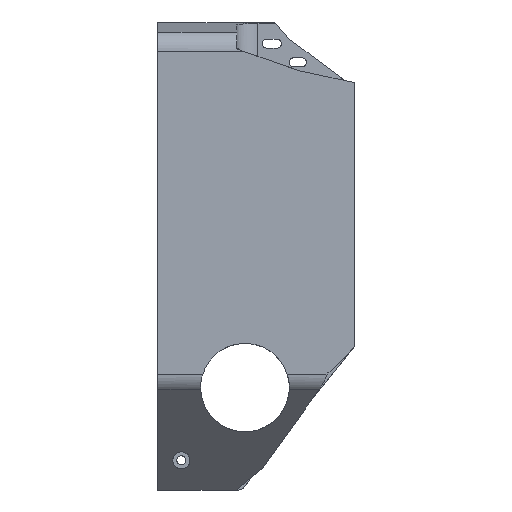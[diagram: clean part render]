
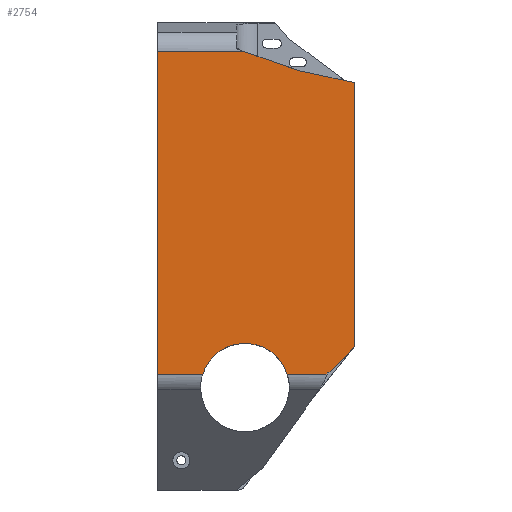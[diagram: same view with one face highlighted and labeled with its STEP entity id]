
A CAD part, left-side view. The second image highlights one B-rep face of the part: STEP entity #2754.
In plain terms, the highlighted planar face has unit normal (-1, 0, 0).
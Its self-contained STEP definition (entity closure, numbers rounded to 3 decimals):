
#234=PLANE('',#2985);
#356=FACE_OUTER_BOUND('',#502,.T.);
#502=EDGE_LOOP('',(#2379,#2380,#2381,#2382,#2383,#2384,#2385,#2386,#2387,
#2388,#2389,#2390,#2391));
#567=LINE('',#3889,#855);
#595=LINE('',#3989,#883);
#617=LINE('',#4057,#905);
#620=LINE('',#4061,#908);
#675=LINE('',#4340,#963);
#681=LINE('',#4352,#969);
#704=LINE('',#4414,#992);
#726=LINE('',#4472,#1014);
#732=LINE('',#4489,#1020);
#774=LINE('',#4612,#1062);
#775=LINE('',#4614,#1063);
#776=LINE('',#4615,#1064);
#855=VECTOR('',#3106,10.);
#883=VECTOR('',#3166,10.);
#905=VECTOR('',#3236,10.);
#908=VECTOR('',#3241,10.);
#963=VECTOR('',#3394,10.);
#969=VECTOR('',#3402,10.);
#992=VECTOR('',#3457,10.);
#1014=VECTOR('',#3509,10.);
#1020=VECTOR('',#3529,10.);
#1062=VECTOR('',#3633,10.);
#1063=VECTOR('',#3634,10.);
#1064=VECTOR('',#3635,10.);
#1160=CIRCLE('',#2951,20.75);
#1222=VERTEX_POINT('',#3886);
#1223=VERTEX_POINT('',#3888);
#1258=VERTEX_POINT('',#3986);
#1259=VERTEX_POINT('',#3988);
#1281=VERTEX_POINT('',#4056);
#1328=VERTEX_POINT('',#4337);
#1329=VERTEX_POINT('',#4339);
#1330=VERTEX_POINT('',#4343);
#1334=VERTEX_POINT('',#4350);
#1373=VERTEX_POINT('',#4469);
#1374=VERTEX_POINT('',#4471);
#1376=VERTEX_POINT('',#4479);
#1421=VERTEX_POINT('',#4613);
#1483=EDGE_CURVE('',#1223,#1222,#567,.T.);
#1523=EDGE_CURVE('',#1259,#1258,#595,.T.);
#1557=EDGE_CURVE('',#1281,#1259,#617,.T.);
#1560=EDGE_CURVE('',#1281,#1222,#620,.T.);
#1638=EDGE_CURVE('',#1329,#1328,#675,.T.);
#1644=EDGE_CURVE('',#1330,#1334,#681,.T.);
#1674=EDGE_CURVE('',#1223,#1334,#704,.T.);
#1702=EDGE_CURVE('',#1373,#1374,#726,.T.);
#1708=EDGE_CURVE('',#1376,#1373,#1160,.T.);
#1713=EDGE_CURVE('',#1329,#1376,#732,.T.);
#1771=EDGE_CURVE('',#1258,#1374,#774,.T.);
#1772=EDGE_CURVE('',#1328,#1421,#775,.T.);
#1773=EDGE_CURVE('',#1421,#1330,#776,.T.);
#2379=ORIENTED_EDGE('',*,*,#1771,.T.);
#2380=ORIENTED_EDGE('',*,*,#1702,.F.);
#2381=ORIENTED_EDGE('',*,*,#1708,.F.);
#2382=ORIENTED_EDGE('',*,*,#1713,.F.);
#2383=ORIENTED_EDGE('',*,*,#1638,.T.);
#2384=ORIENTED_EDGE('',*,*,#1772,.T.);
#2385=ORIENTED_EDGE('',*,*,#1773,.T.);
#2386=ORIENTED_EDGE('',*,*,#1644,.T.);
#2387=ORIENTED_EDGE('',*,*,#1674,.F.);
#2388=ORIENTED_EDGE('',*,*,#1483,.T.);
#2389=ORIENTED_EDGE('',*,*,#1560,.F.);
#2390=ORIENTED_EDGE('',*,*,#1557,.T.);
#2391=ORIENTED_EDGE('',*,*,#1523,.T.);
#2754=ADVANCED_FACE('',(#356),#234,.F.);
#2951=AXIS2_PLACEMENT_3D('',#4481,#3519,#3520);
#2985=AXIS2_PLACEMENT_3D('',#4611,#3631,#3632);
#3106=DIRECTION('',(0.,0.,1.));
#3166=DIRECTION('',(0.,1.,0.));
#3236=DIRECTION('',(0.,0.944,0.33));
#3241=DIRECTION('',(0.,-0.978,-0.211));
#3394=DIRECTION('',(0.,-0.922,0.387));
#3402=DIRECTION('',(0.,-0.922,0.387));
#3457=DIRECTION('',(0.,0.701,-0.713));
#3509=DIRECTION('',(0.,1.,0.));
#3519=DIRECTION('center_axis',(-1.,0.,0.));
#3520=DIRECTION('ref_axis',(0.,0.,
-1.));
#3529=DIRECTION('',(0.,1.,0.));
#3631=DIRECTION('center_axis',(1.,0.,0.));
#3632=DIRECTION('ref_axis',(0.,1.,0.));
#3633=DIRECTION('',(0.,0.,-1.));
#3634=DIRECTION('',(0.,-1.,0.));
#3635=DIRECTION('',(0.,0.,1.));
#3886=CARTESIAN_POINT('',(71.963,-71.554,134.275));
#3888=CARTESIAN_POINT('',(71.963,-71.554,10.744));
#3889=CARTESIAN_POINT('',(71.963,-71.554,56.744));
#3986=CARTESIAN_POINT('',(71.963,20.285,148.685));
#3988=CARTESIAN_POINT('',(71.963,-20.381,148.685));
#3989=CARTESIAN_POINT('',(71.963,-40.234,148.685));
#4056=CARTESIAN_POINT('',(71.963,-45.55,139.876));
#4057=CARTESIAN_POINT('',(71.963,-24.885,147.109));
#4061=CARTESIAN_POINT('',(71.963,-45.55,139.876));
#4337=CARTESIAN_POINT('',(71.963,-57.247,-2.001));
#4339=CARTESIAN_POINT('',(71.963,-56.88,-2.155));
#4340=CARTESIAN_POINT('',(71.963,-57.585,-1.859));
#4343=CARTESIAN_POINT('',(71.963,-58.88,-1.316));
#4350=CARTESIAN_POINT('',(71.963,-60.282,-0.728));
#4352=CARTESIAN_POINT('',(71.963,-57.585,-1.859));
#4414=CARTESIAN_POINT('',(71.963,-71.554,10.744));
#4469=CARTESIAN_POINT('',(71.963,-0.673,-2.155));
#4471=CARTESIAN_POINT('',(71.963,20.285,-2.155));
#4472=CARTESIAN_POINT('',(71.963,17.725,-2.155));
#4479=CARTESIAN_POINT('',(71.963,-40.265,-2.155));
#4481=CARTESIAN_POINT('Origin',(71.963,-20.469,-8.373));
#4489=CARTESIAN_POINT('',(71.963,17.725,-2.155));
#4611=CARTESIAN_POINT('Origin',(71.963,-58.88,-2.001));
#4612=CARTESIAN_POINT('',(71.963,20.285,102.685));
#4613=CARTESIAN_POINT('',(71.963,-58.88,-2.001));
#4614=CARTESIAN_POINT('',(71.963,-56.554,-2.001));
#4615=CARTESIAN_POINT('',(71.963,-58.88,-2.001));
